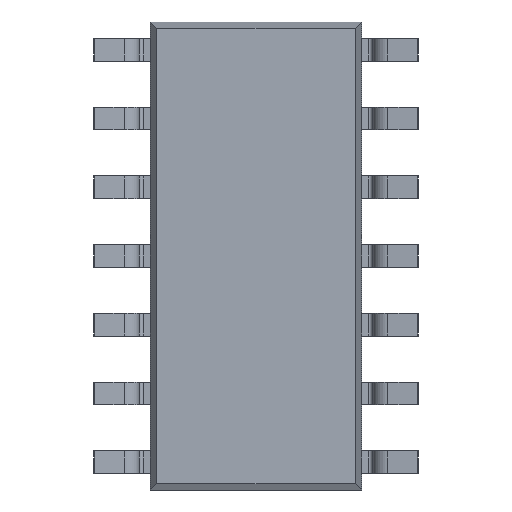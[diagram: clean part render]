
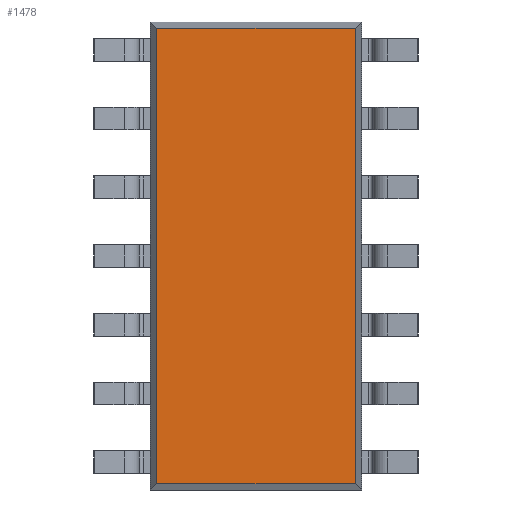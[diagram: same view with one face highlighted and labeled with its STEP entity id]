
A CAD part, front view. The second image highlights one B-rep face of the part: STEP entity #1478.
In plain terms, the highlighted planar face has unit normal (0, -1, 0).
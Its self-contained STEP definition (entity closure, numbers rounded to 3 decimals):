
#159 = DIRECTION ( 'NONE',  ( 1., 0., 0. ) ) ;
#160 = CARTESIAN_POINT ( 'NONE',  ( -1.837, 0.25, -4.325 ) ) ;
#474 = VERTEX_POINT ( 'NONE', #3131 ) ;
#623 = LINE ( 'NONE', #2056, #2193 ) ;
#1478 = ADVANCED_FACE ( 'NONE', ( #5650 ), #5207, .F. ) ;
#1550 = CARTESIAN_POINT ( 'NONE',  ( 0., 0.25, 0. ) ) ;
#1658 = ORIENTED_EDGE ( 'NONE', *, *, #2523, .T. ) ;
#2024 = VERTEX_POINT ( 'NONE', #5390 ) ;
#2056 = CARTESIAN_POINT ( 'NONE',  ( 1.837, 0.25, 4.325 ) ) ;
#2193 = VECTOR ( 'NONE', #5220, 1000. ) ;
#2199 = CARTESIAN_POINT ( 'NONE',  ( -1.95, 0.25, 4.212 ) ) ;
#2494 = CARTESIAN_POINT ( 'NONE',  ( 1.837, 0.25, -4.212 ) ) ;
#2523 = EDGE_CURVE ( 'NONE', #474, #5966, #3164, .T. ) ;
#2530 = DIRECTION ( 'NONE',  ( 0., 1., 0. ) ) ;
#2546 = LINE ( 'NONE', #4614, #6178 ) ;
#2768 = ORIENTED_EDGE ( 'NONE', *, *, #6286, .T. ) ;
#2798 = VERTEX_POINT ( 'NONE', #2494 ) ;
#2953 = ORIENTED_EDGE ( 'NONE', *, *, #4716, .T. ) ;
#3081 = DIRECTION ( 'NONE',  ( 0., 0., 1. ) ) ;
#3131 = CARTESIAN_POINT ( 'NONE',  ( 1.837, 0.25, 4.212 ) ) ;
#3164 = LINE ( 'NONE', #2199, #3537 ) ;
#3353 = VECTOR ( 'NONE', #6371, 1000. ) ;
#3537 = VECTOR ( 'NONE', #4183, 1000. ) ;
#4183 = DIRECTION ( 'NONE',  ( -1., 0., 0. ) ) ;
#4304 = LINE ( 'NONE', #160, #3353 ) ;
#4614 = CARTESIAN_POINT ( 'NONE',  ( 1.95, 0.25, -4.212 ) ) ;
#4716 = EDGE_CURVE ( 'NONE', #2798, #474, #623, .T. ) ;
#4895 = AXIS2_PLACEMENT_3D ( 'NONE', #1550, #2530, #3081 ) ;
#5207 = PLANE ( 'NONE',  #4895 ) ;
#5220 = DIRECTION ( 'NONE',  ( 0., 0., 1. ) ) ;
#5390 = CARTESIAN_POINT ( 'NONE',  ( -1.837, 0.25, -4.212 ) ) ;
#5402 = EDGE_CURVE ( 'NONE', #2024, #2798, #2546, .T. ) ;
#5650 = FACE_OUTER_BOUND ( 'NONE', #5856, .T. ) ;
#5856 = EDGE_LOOP ( 'NONE', ( #2768, #6723, #2953, #1658 ) ) ;
#5966 = VERTEX_POINT ( 'NONE', #6477 ) ;
#6178 = VECTOR ( 'NONE', #159, 1000. ) ;
#6286 = EDGE_CURVE ( 'NONE', #5966, #2024, #4304, .T. ) ;
#6371 = DIRECTION ( 'NONE',  ( 0., 0., -1. ) ) ;
#6477 = CARTESIAN_POINT ( 'NONE',  ( -1.837, 0.25, 4.212 ) ) ;
#6723 = ORIENTED_EDGE ( 'NONE', *, *, #5402, .T. ) ;
